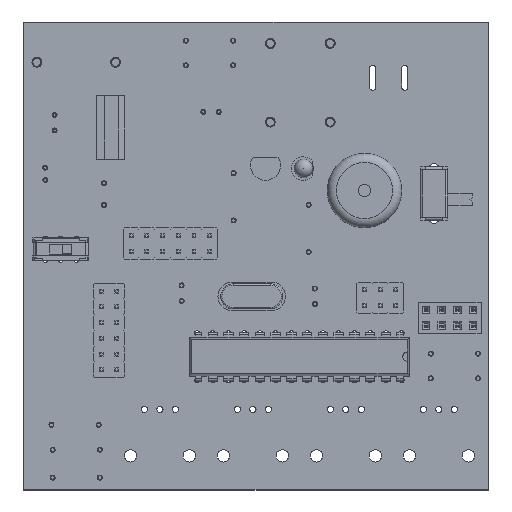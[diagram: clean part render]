
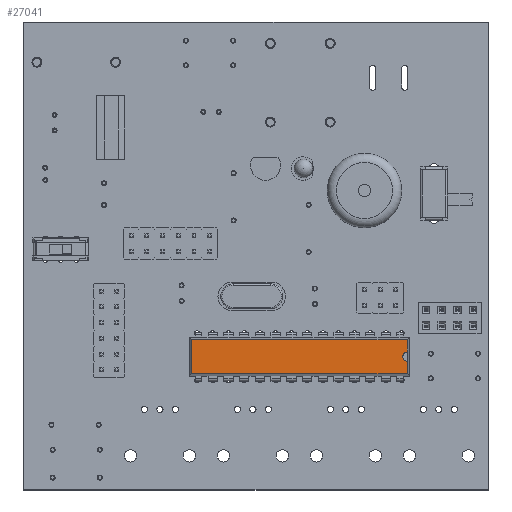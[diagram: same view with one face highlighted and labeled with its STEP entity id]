
A CAD part, top view. The second image highlights one B-rep face of the part: STEP entity #27041.
In plain terms, the highlighted planar face has unit normal (0, 0, 1).
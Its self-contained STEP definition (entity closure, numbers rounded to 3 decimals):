
#21059 = VERTEX_POINT('',#21060);
#21060 = CARTESIAN_POINT('',(6.586,0.871,3.68));
#21065 = EDGE_CURVE('',#21066,#21059,#21068,.T.);
#21066 = VERTEX_POINT('',#21067);
#21067 = CARTESIAN_POINT('',(6.586,-33.891,3.68));
#21068 = LINE('',#21069,#21070);
#21069 = CARTESIAN_POINT('',(6.586,-33.891,3.68));
#21070 = VECTOR('',#21071,1.);
#21071 = DIRECTION('',(0.,1.,0.));
#23825 = VERTEX_POINT('',#23826);
#23826 = CARTESIAN_POINT('',(1.034,0.871,3.68));
#23831 = EDGE_CURVE('',#23832,#23825,#23834,.T.);
#23832 = VERTEX_POINT('',#23833);
#23833 = CARTESIAN_POINT('',(3.064,0.871,3.68));
#23834 = LINE('',#23835,#23836);
#23835 = CARTESIAN_POINT('',(6.586,0.871,3.68));
#23836 = VECTOR('',#23837,1.);
#23837 = DIRECTION('',(-1.,0.,0.));
#24052 = VERTEX_POINT('',#24053);
#24053 = CARTESIAN_POINT('',(4.556,0.871,3.68));
#24157 = EDGE_CURVE('',#21059,#24052,#24158,.T.);
#24158 = LINE('',#24159,#24160);
#24159 = CARTESIAN_POINT('',(6.586,0.871,3.68));
#24160 = VECTOR('',#24161,1.);
#24161 = DIRECTION('',(-1.,0.,0.));
#24271 = VERTEX_POINT('',#24272);
#24272 = CARTESIAN_POINT('',(1.034,-33.891,3.68));
#24277 = EDGE_CURVE('',#23825,#24271,#24278,.T.);
#24278 = LINE('',#24279,#24280);
#24279 = CARTESIAN_POINT('',(1.034,0.871,3.68));
#24280 = VECTOR('',#24281,1.);
#24281 = DIRECTION('',(0.,-1.,0.));
#27030 = EDGE_CURVE('',#24271,#21066,#27031,.T.);
#27031 = LINE('',#27032,#27033);
#27032 = CARTESIAN_POINT('',(1.034,-33.891,3.68));
#27033 = VECTOR('',#27034,1.);
#27034 = DIRECTION('',(1.,0.,0.));
#27041 = ADVANCED_FACE('',(#27042),#27065,.F.);
#27042 = FACE_BOUND('',#27043,.F.);
#27043 = EDGE_LOOP('',(#27044,#27045,#27046,#27047,#27048,#27057,#27064)
  );
#27044 = ORIENTED_EDGE('',*,*,#21065,.F.);
#27045 = ORIENTED_EDGE('',*,*,#27030,.F.);
#27046 = ORIENTED_EDGE('',*,*,#24277,.F.);
#27047 = ORIENTED_EDGE('',*,*,#23831,.F.);
#27048 = ORIENTED_EDGE('',*,*,#27049,.F.);
#27049 = EDGE_CURVE('',#27050,#23832,#27052,.T.);
#27050 = VERTEX_POINT('',#27051);
#27051 = CARTESIAN_POINT('',(3.81,0.196,3.68));
#27052 = CIRCLE('',#27053,0.75);
#27053 = AXIS2_PLACEMENT_3D('',#27054,#27055,#27056);
#27054 = CARTESIAN_POINT('',(3.81,0.946,3.68));
#27055 = DIRECTION('',(0.,-0.,-1.));
#27056 = DIRECTION('',(0.,-1.,0.));
#27057 = ORIENTED_EDGE('',*,*,#27058,.F.);
#27058 = EDGE_CURVE('',#24052,#27050,#27059,.T.);
#27059 = CIRCLE('',#27060,0.75);
#27060 = AXIS2_PLACEMENT_3D('',#27061,#27062,#27063);
#27061 = CARTESIAN_POINT('',(3.81,0.946,3.68));
#27062 = DIRECTION('',(0.,-0.,-1.));
#27063 = DIRECTION('',(0.,-1.,0.));
#27064 = ORIENTED_EDGE('',*,*,#24157,.F.);
#27065 = PLANE('',#27066);
#27066 = AXIS2_PLACEMENT_3D('',#27067,#27068,#27069);
#27067 = CARTESIAN_POINT('',(6.586,-33.891,3.68));
#27068 = DIRECTION('',(-0.,0.,-1.));
#27069 = DIRECTION('',(-0.158,0.987,0.));
